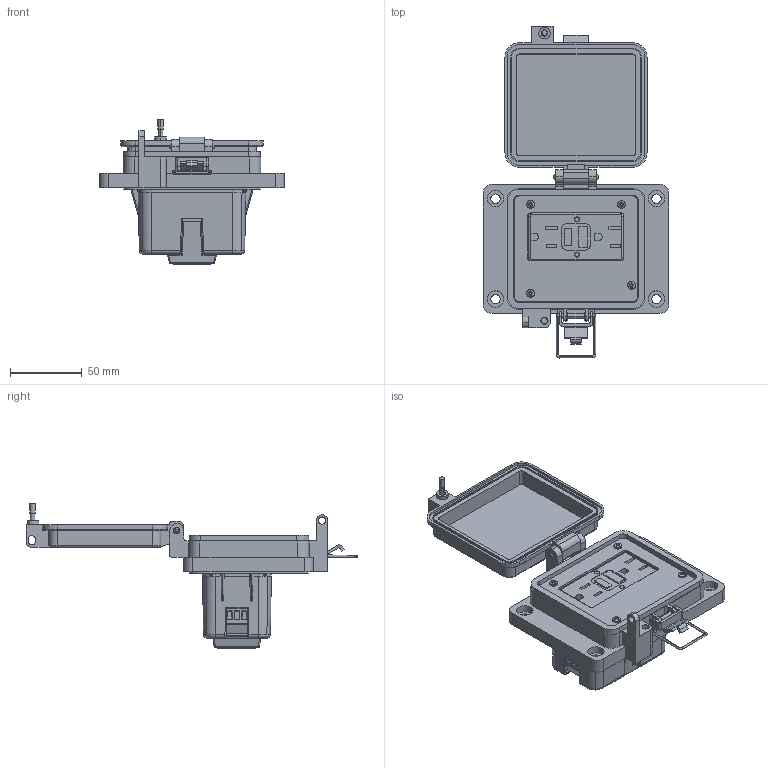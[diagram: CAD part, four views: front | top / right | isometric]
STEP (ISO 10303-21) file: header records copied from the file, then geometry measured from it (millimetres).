
FILE_DESCRIPTION (( 'STEP AP203' ), '1' );
FILE_NAME ('H-RF0-K3_3D.STEP', '2021-11-16T16:20:57', ( '' ), ( '' ), 'SwSTEP 2.0', 'SolidWorks 2019', '' );
FILE_SCHEMA (( 'CONFIG_CONTROL_DESIGN' ));
Length unit declared in the file: millimetre
Products named in the file (10): H-RF0_K3_BP; Z-120-RIOF-SHELL; H-RF0_K3_TP; Z-200-OTLT-RIOF-15A; H-RF0-K3_3D; Z-200-OTLT-GFIH-15A_sheared; 90272A106_ZINC-PLTD STL PAN HEAD PHILLIPS MACHINE SCREW_90272A106; RF; H-RF0_K3_FP; Z-H-K3_B
Assembly tree (12 placements, depth 4):
  H-RF0-K3_3D
    H-RF0_K3_BP
    H-RF0_K3_FP
    90272A106_ZINC-PLTD STL PAN HEAD PHILLIPS MACHINE SCREW_90272A106  x4
    H-RF0_K3_TP
    RF
      Z-200-OTLT-RIOF-15A
        Z-120-RIOF-SHELL
        Z-200-OTLT-GFIH-15A_sheared
    Z-H-K3_B
Bounding box: 129 x 231.18 x 101.47 mm (x, y, z)
Volume: 300708.5 mm3; surface area: 184184.7 mm2
Topology: 34 solids, 40 shells, 4937 faces, 12713 edges, 7994 vertices
Faces by surface type: plane 2032, cylinder 1518, bspline 1126, cone 114, torus 89, sphere 58
Entity records: 194305 total; most frequent: CARTESIAN_POINT 91283, ORIENTED_EDGE 23650, DIRECTION 17322, EDGE_CURVE 11825, VERTEX_POINT 7415, LINE 6800, VECTOR 6800, AXIS2_PLACEMENT_3D 5261
